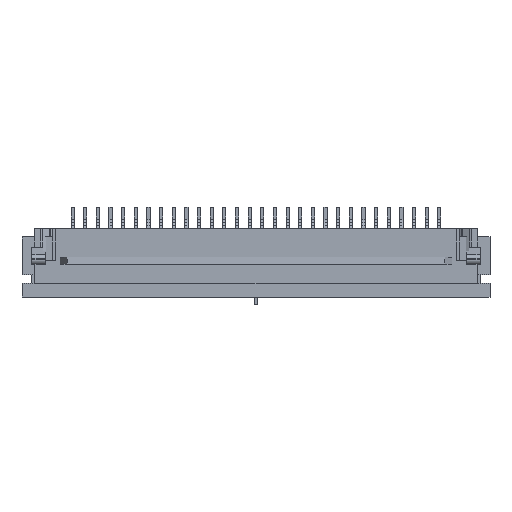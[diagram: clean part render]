
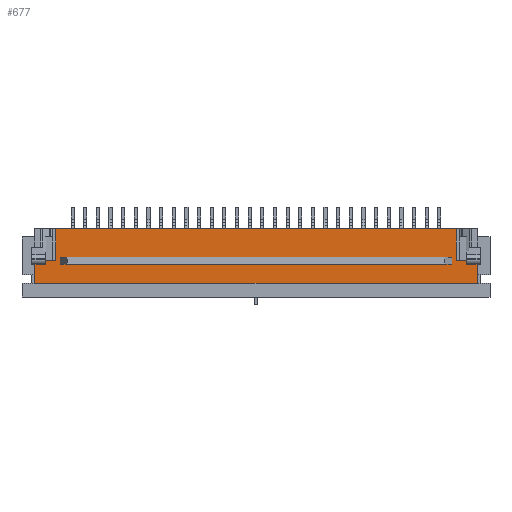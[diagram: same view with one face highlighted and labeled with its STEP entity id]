
A CAD part, top view. The second image highlights one B-rep face of the part: STEP entity #677.
In plain terms, the highlighted planar face has unit normal (0, 0, 1).
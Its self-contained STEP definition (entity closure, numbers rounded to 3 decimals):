
#677 = ADVANCED_FACE( '', ( #1673 ), #1674, .F. );
#1673 = FACE_OUTER_BOUND( '', #3119, .T. );
#1674 = PLANE( '', #3120 );
#3119 = EDGE_LOOP( '', ( #4759, #4760, #4761, #4762, #4763, #4764, #4765, #4766 ) );
#3120 = AXIS2_PLACEMENT_3D( '', #4767, #4768, #4769 );
#4759 = ORIENTED_EDGE( '', *, *, #11014, .T. );
#4760 = ORIENTED_EDGE( '', *, *, #11015, .F. );
#4761 = ORIENTED_EDGE( '', *, *, #11016, .T. );
#4762 = ORIENTED_EDGE( '', *, *, #11017, .F. );
#4763 = ORIENTED_EDGE( '', *, *, #11018, .F. );
#4764 = ORIENTED_EDGE( '', *, *, #11019, .F. );
#4765 = ORIENTED_EDGE( '', *, *, #10988, .F. );
#4766 = ORIENTED_EDGE( '', *, *, #11012, .T. );
#4767 = CARTESIAN_POINT( '', ( 17.5, -2.15, 1.5 ) );
#4768 = DIRECTION( '', ( 0., 0., -1. ) );
#4769 = DIRECTION( '', ( -1., 0., 0. ) );
#10988 = EDGE_CURVE( '', #13234, #13236, #13237, .T. );
#11012 = EDGE_CURVE( '', #13234, #13278, #13280, .T. );
#11014 = EDGE_CURVE( '', #13278, #13282, #13283, .T. );
#11015 = EDGE_CURVE( '', #13284, #13282, #13285, .T. );
#11016 = EDGE_CURVE( '', #13284, #13286, #13287, .T. );
#11017 = EDGE_CURVE( '', #13288, #13286, #13289, .T. );
#11018 = EDGE_CURVE( '', #13290, #13288, #13291, .T. );
#11019 = EDGE_CURVE( '', #13236, #13290, #13292, .T. );
#13234 = VERTEX_POINT( '', #16678 );
#13236 = VERTEX_POINT( '', #16681 );
#13237 = LINE( '', #16682, #16683 );
#13278 = VERTEX_POINT( '', #16741 );
#13280 = LINE( '', #16744, #16745 );
#13282 = VERTEX_POINT( '', #16748 );
#13283 = LINE( '', #16749, #16750 );
#13284 = VERTEX_POINT( '', #16751 );
#13285 = LINE( '', #16752, #16753 );
#13286 = VERTEX_POINT( '', #16754 );
#13287 = LINE( '', #16755, #16756 );
#13288 = VERTEX_POINT( '', #16757 );
#13289 = LINE( '', #16758, #16759 );
#13290 = VERTEX_POINT( '', #16760 );
#13291 = LINE( '', #16761, #16762 );
#13292 = LINE( '', #16763, #16764 );
#16678 = CARTESIAN_POINT( '', ( 17.5, -2.15, 1.5 ) );
#16681 = CARTESIAN_POINT( '', ( -17.5, -2.15, 1.5 ) );
#16682 = CARTESIAN_POINT( '', ( 17.5, -2.15, 1.5 ) );
#16683 = VECTOR( '', #21444, 1000. );
#16741 = CARTESIAN_POINT( '', ( 17.5, -0.35, 1.5 ) );
#16744 = CARTESIAN_POINT( '', ( 17.5, -2.15, 1.5 ) );
#16745 = VECTOR( '', #21478, 1000. );
#16748 = CARTESIAN_POINT( '', ( 15.85, -0.35, 1.5 ) );
#16749 = CARTESIAN_POINT( '', ( 15.85, -0.35, 1.5 ) );
#16750 = VECTOR( '', #21480, 1000. );
#16751 = CARTESIAN_POINT( '', ( 15.85, 2.15, 1.5 ) );
#16752 = CARTESIAN_POINT( '', ( 15.85, 35.191, 1.5 ) );
#16753 = VECTOR( '', #21481, 1000. );
#16754 = CARTESIAN_POINT( '', ( -15.85, 2.15, 1.5 ) );
#16755 = CARTESIAN_POINT( '', ( 17.5, 2.15, 1.5 ) );
#16756 = VECTOR( '', #21482, 1000. );
#16757 = CARTESIAN_POINT( '', ( -15.85, -0.35, 1.5 ) );
#16758 = CARTESIAN_POINT( '', ( -15.85, -2.15, 1.5 ) );
#16759 = VECTOR( '', #21483, 1000. );
#16760 = CARTESIAN_POINT( '', ( -17.5, -0.35, 1.5 ) );
#16761 = CARTESIAN_POINT( '', ( -15.85, -0.35, 1.5 ) );
#16762 = VECTOR( '', #21484, 1000. );
#16763 = CARTESIAN_POINT( '', ( -17.5, -2.15, 1.5 ) );
#16764 = VECTOR( '', #21485, 1000. );
#21444 = DIRECTION( '', ( -1., 0., 0. ) );
#21478 = DIRECTION( '', ( 0., 1., 0. ) );
#21480 = DIRECTION( '', ( -1., 0., 0. ) );
#21481 = DIRECTION( '', ( 0., -1., 0. ) );
#21482 = DIRECTION( '', ( -1., 0., 0. ) );
#21483 = DIRECTION( '', ( 0., 1., 0. ) );
#21484 = DIRECTION( '', ( 1., 0., 0. ) );
#21485 = DIRECTION( '', ( 0., 1., 0. ) );
